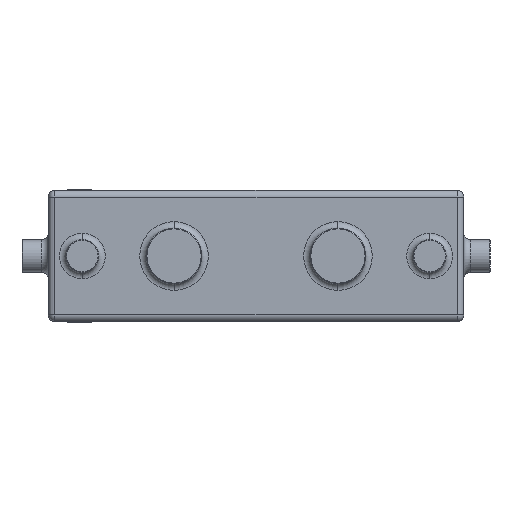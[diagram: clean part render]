
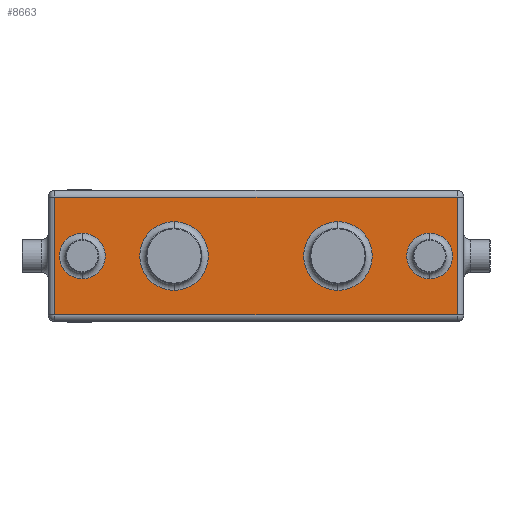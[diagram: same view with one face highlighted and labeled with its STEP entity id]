
A CAD part, left-side view. The second image highlights one B-rep face of the part: STEP entity #8663.
In plain terms, the highlighted planar face has unit normal (-1, 0, 0).
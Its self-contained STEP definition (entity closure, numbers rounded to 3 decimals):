
#380 = EDGE_CURVE ( 'NONE', #8337, #818, #8146, .T. ) ;
#431 = DIRECTION ( 'NONE',  ( 0., 0., -1. ) ) ;
#492 = EDGE_CURVE ( 'NONE', #11508, #18897, #24108, .T. ) ;
#674 = ORIENTED_EDGE ( 'NONE', *, *, #380, .T. ) ;
#792 = DIRECTION ( 'NONE',  ( 0., 0., -1. ) ) ;
#818 = VERTEX_POINT ( 'NONE', #21420 ) ;
#925 = DIRECTION ( 'NONE',  ( 1., 0., 0. ) ) ;
#965 = EDGE_LOOP ( 'NONE', ( #6732, #9385 ) ) ;
#1290 = FACE_BOUND ( 'NONE', #965, .T. ) ;
#1595 = CARTESIAN_POINT ( 'NONE',  ( -50., -132.5, -17.5 ) ) ;
#1723 = VECTOR ( 'NONE', #16189, 1000. ) ;
#1759 = AXIS2_PLACEMENT_3D ( 'NONE', #20877, #12977, #9221 ) ;
#2198 = DIRECTION ( 'NONE',  ( 1., 0., 0. ) ) ;
#2494 = FACE_BOUND ( 'NONE', #19221, .T. ) ;
#2694 = AXIS2_PLACEMENT_3D ( 'NONE', #14379, #925, #23700 ) ;
#2724 = ORIENTED_EDGE ( 'NONE', *, *, #4472, .T. ) ;
#3030 = ORIENTED_EDGE ( 'NONE', *, *, #7457, .T. ) ;
#3175 = VERTEX_POINT ( 'NONE', #22916 ) ;
#3309 = CARTESIAN_POINT ( 'NONE',  ( -50., -62.5, 26.2 ) ) ;
#4063 = DIRECTION ( 'NONE',  ( 0., 0., -1. ) ) ;
#4273 = VERTEX_POINT ( 'NONE', #4852 ) ;
#4472 = EDGE_CURVE ( 'NONE', #10837, #13423, #16262, .T. ) ;
#4758 = DIRECTION ( 'NONE',  ( 0., -1., 0. ) ) ;
#4852 = CARTESIAN_POINT ( 'NONE',  ( -50., 153.5, -45. ) ) ;
#4867 = DIRECTION ( 'NONE',  ( 0., 0., -1. ) ) ;
#5277 = EDGE_CURVE ( 'NONE', #20883, #3175, #12103, .T. ) ;
#5748 = AXIS2_PLACEMENT_3D ( 'NONE', #6074, #2198, #9539 ) ;
#5936 = LINE ( 'NONE', #16478, #17186 ) ;
#6074 = CARTESIAN_POINT ( 'NONE',  ( -50., -62.5, 0. ) ) ;
#6198 = DIRECTION ( 'NONE',  ( 1., 0., 0. ) ) ;
#6212 = CARTESIAN_POINT ( 'NONE',  ( -50., 132.5, 0. ) ) ;
#6497 = CARTESIAN_POINT ( 'NONE',  ( -50., 62.5, 0. ) ) ;
#6732 = ORIENTED_EDGE ( 'NONE', *, *, #10673, .T. ) ;
#7076 = AXIS2_PLACEMENT_3D ( 'NONE', #15495, #11646, #4063 ) ;
#7337 = CIRCLE ( 'NONE', #2694, 17.5 ) ;
#7441 = DIRECTION ( 'NONE',  ( 1., 0., 0. ) ) ;
#7457 = EDGE_CURVE ( 'NONE', #18897, #11508, #11313, .T. ) ;
#7723 = AXIS2_PLACEMENT_3D ( 'NONE', #6497, #17947, #792 ) ;
#7963 = CARTESIAN_POINT ( 'NONE',  ( -50., -158.5, 45. ) ) ;
#8094 = DIRECTION ( 'NONE',  ( 0., 0., -1. ) ) ;
#8146 = CIRCLE ( 'NONE', #7076, 26.2 ) ;
#8337 = VERTEX_POINT ( 'NONE', #21269 ) ;
#8346 = DIRECTION ( 'NONE',  ( 1., 0., 0. ) ) ;
#8663 = ADVANCED_FACE ( 'NONE', ( #13141, #10738, #2494, #1290, #14304 ), #17736, .F. ) ;
#8671 = DIRECTION ( 'NONE',  ( 1., 0., 0. ) ) ;
#9062 = VECTOR ( 'NONE', #4758, 1000. ) ;
#9121 = CIRCLE ( 'NONE', #7723, 26.2 ) ;
#9221 = DIRECTION ( 'NONE',  ( 0., 0., -1. ) ) ;
#9385 = ORIENTED_EDGE ( 'NONE', *, *, #5277, .T. ) ;
#9394 = DIRECTION ( 'NONE',  ( 0., 0., -1. ) ) ;
#9539 = DIRECTION ( 'NONE',  ( 0., 0., -1. ) ) ;
#9644 = ORIENTED_EDGE ( 'NONE', *, *, #20501, .T. ) ;
#10066 = VERTEX_POINT ( 'NONE', #17564 ) ;
#10132 = ORIENTED_EDGE ( 'NONE', *, *, #14924, .T. ) ;
#10516 = CIRCLE ( 'NONE', #21495, 17.5 ) ;
#10673 = EDGE_CURVE ( 'NONE', #3175, #20883, #10516, .T. ) ;
#10738 = FACE_BOUND ( 'NONE', #13158, .T. ) ;
#10837 = VERTEX_POINT ( 'NONE', #23105 ) ;
#11313 = CIRCLE ( 'NONE', #5748, 26.2 ) ;
#11508 = VERTEX_POINT ( 'NONE', #13913 ) ;
#11637 = EDGE_CURVE ( 'NONE', #818, #8337, #9121, .T. ) ;
#11646 = DIRECTION ( 'NONE',  ( 1., 0., 0. ) ) ;
#12103 = CIRCLE ( 'NONE', #1759, 17.5 ) ;
#12376 = CARTESIAN_POINT ( 'NONE',  ( -50., -153.5, 45. ) ) ;
#12569 = CARTESIAN_POINT ( 'NONE',  ( -50., -62.5, 0. ) ) ;
#12942 = VECTOR ( 'NONE', #15665, 1000. ) ;
#12977 = DIRECTION ( 'NONE',  ( 1., 0., 0. ) ) ;
#13120 = ORIENTED_EDGE ( 'NONE', *, *, #14850, .T. ) ;
#13140 = CARTESIAN_POINT ( 'NONE',  ( -50., -132.5, 0. ) ) ;
#13141 = FACE_OUTER_BOUND ( 'NONE', #17407, .T. ) ;
#13158 = EDGE_LOOP ( 'NONE', ( #16981, #674 ) ) ;
#13423 = VERTEX_POINT ( 'NONE', #1595 ) ;
#13431 = CARTESIAN_POINT ( 'NONE',  ( -50., -153.5, -45. ) ) ;
#13737 = AXIS2_PLACEMENT_3D ( 'NONE', #12569, #8671, #4867 ) ;
#13787 = EDGE_LOOP ( 'NONE', ( #22478, #2724 ) ) ;
#13913 = CARTESIAN_POINT ( 'NONE',  ( -50., -62.5, -26.2 ) ) ;
#14304 = FACE_BOUND ( 'NONE', #13787, .T. ) ;
#14379 = CARTESIAN_POINT ( 'NONE',  ( -50., -132.5, 0. ) ) ;
#14414 = AXIS2_PLACEMENT_3D ( 'NONE', #13140, #7441, #9394 ) ;
#14711 = LINE ( 'NONE', #7963, #12942 ) ;
#14850 = EDGE_CURVE ( 'NONE', #24132, #10066, #14711, .T. ) ;
#14924 = EDGE_CURVE ( 'NONE', #4273, #22699, #16477, .T. ) ;
#15495 = CARTESIAN_POINT ( 'NONE',  ( -50., 62.5, 0. ) ) ;
#15665 = DIRECTION ( 'NONE',  ( 0., 1., 0. ) ) ;
#15920 = LINE ( 'NONE', #18335, #1723 ) ;
#16189 = DIRECTION ( 'NONE',  ( 0., 0., -1. ) ) ;
#16262 = CIRCLE ( 'NONE', #14414, 17.5 ) ;
#16477 = LINE ( 'NONE', #21973, #9062 ) ;
#16478 = CARTESIAN_POINT ( 'NONE',  ( -50., -153.5, 50. ) ) ;
#16981 = ORIENTED_EDGE ( 'NONE', *, *, #11637, .T. ) ;
#17186 = VECTOR ( 'NONE', #24223, 1000. ) ;
#17407 = EDGE_LOOP ( 'NONE', ( #13120, #21581, #10132, #9644 ) ) ;
#17564 = CARTESIAN_POINT ( 'NONE',  ( -50., 153.5, 45. ) ) ;
#17736 = PLANE ( 'NONE',  #23015 ) ;
#17947 = DIRECTION ( 'NONE',  ( 1., 0., 0. ) ) ;
#18335 = CARTESIAN_POINT ( 'NONE',  ( -50., 153.5, 50. ) ) ;
#18874 = EDGE_CURVE ( 'NONE', #10066, #4273, #15920, .T. ) ;
#18897 = VERTEX_POINT ( 'NONE', #3309 ) ;
#19221 = EDGE_LOOP ( 'NONE', ( #20007, #3030 ) ) ;
#20007 = ORIENTED_EDGE ( 'NONE', *, *, #492, .T. ) ;
#20501 = EDGE_CURVE ( 'NONE', #22699, #24132, #5936, .T. ) ;
#20877 = CARTESIAN_POINT ( 'NONE',  ( -50., 132.5, 0. ) ) ;
#20883 = VERTEX_POINT ( 'NONE', #23869 ) ;
#21269 = CARTESIAN_POINT ( 'NONE',  ( -50., 62.5, 26.2 ) ) ;
#21420 = CARTESIAN_POINT ( 'NONE',  ( -50., 62.5, -26.2 ) ) ;
#21495 = AXIS2_PLACEMENT_3D ( 'NONE', #6212, #8346, #431 ) ;
#21581 = ORIENTED_EDGE ( 'NONE', *, *, #18874, .T. ) ;
#21973 = CARTESIAN_POINT ( 'NONE',  ( -50., -158.5, -45. ) ) ;
#22478 = ORIENTED_EDGE ( 'NONE', *, *, #23012, .T. ) ;
#22699 = VERTEX_POINT ( 'NONE', #13431 ) ;
#22916 = CARTESIAN_POINT ( 'NONE',  ( -50., 132.5, -17.5 ) ) ;
#23012 = EDGE_CURVE ( 'NONE', #13423, #10837, #7337, .T. ) ;
#23015 = AXIS2_PLACEMENT_3D ( 'NONE', #23428, #6198, #8094 ) ;
#23105 = CARTESIAN_POINT ( 'NONE',  ( -50., -132.5, 17.5 ) ) ;
#23428 = CARTESIAN_POINT ( 'NONE',  ( -50., -158.5, 50. ) ) ;
#23700 = DIRECTION ( 'NONE',  ( 0., 0., -1. ) ) ;
#23869 = CARTESIAN_POINT ( 'NONE',  ( -50., 132.5, 17.5 ) ) ;
#24108 = CIRCLE ( 'NONE', #13737, 26.2 ) ;
#24132 = VERTEX_POINT ( 'NONE', #12376 ) ;
#24223 = DIRECTION ( 'NONE',  ( 0., 0., 1. ) ) ;
